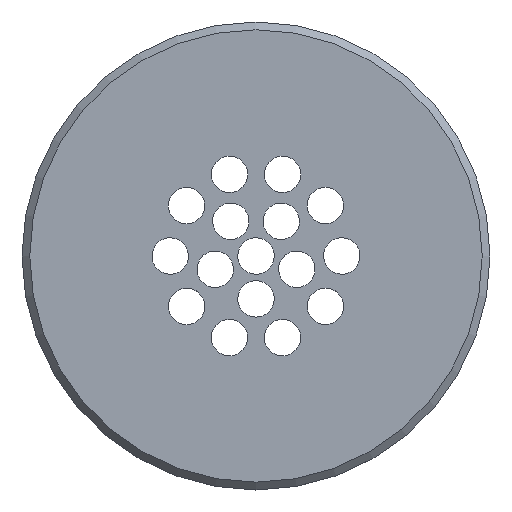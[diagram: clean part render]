
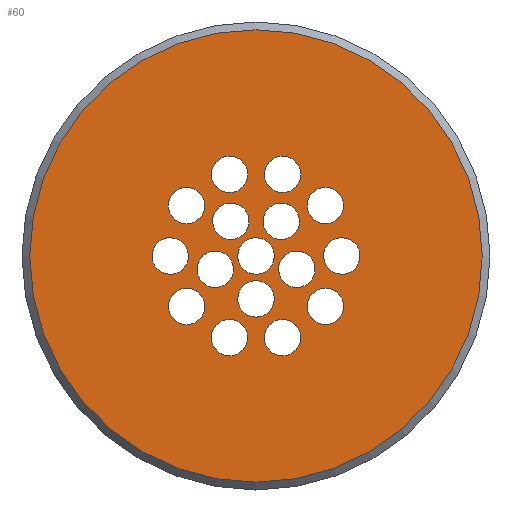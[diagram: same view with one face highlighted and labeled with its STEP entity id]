
A CAD part, top view. The second image highlights one B-rep face of the part: STEP entity #60.
In plain terms, the highlighted planar face has unit normal (0, 0, 1).
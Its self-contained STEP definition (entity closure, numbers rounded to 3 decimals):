
#60=ADVANCED_FACE('',(#4643,#4645,#4647,#4649,#4651,#4653,#4655,#4657,#4659,#4661,
#4663,#4665,#4667,#4669,#4671,#4673,#4675),#4677,.T.);
#4643=FACE_BOUND('',#4644,.T.);
#4644=EDGE_LOOP('',(#5025));
#4645=FACE_BOUND('',#4646,.T.);
#4646=EDGE_LOOP('',(#5026));
#4647=FACE_BOUND('',#4648,.T.);
#4648=EDGE_LOOP('',(#5027));
#4649=FACE_BOUND('',#4650,.T.);
#4650=EDGE_LOOP('',(#5028));
#4651=FACE_BOUND('',#4652,.T.);
#4652=EDGE_LOOP('',(#5029));
#4653=FACE_BOUND('',#4654,.T.);
#4654=EDGE_LOOP('',(#5030));
#4655=FACE_BOUND('',#4656,.T.);
#4656=EDGE_LOOP('',(#5031));
#4657=FACE_BOUND('',#4658,.T.);
#4658=EDGE_LOOP('',(#5032));
#4659=FACE_BOUND('',#4660,.T.);
#4660=EDGE_LOOP('',(#5033));
#4661=FACE_BOUND('',#4662,.T.);
#4662=EDGE_LOOP('',(#5034));
#4663=FACE_BOUND('',#4664,.T.);
#4664=EDGE_LOOP('',(#5035));
#4665=FACE_BOUND('',#4666,.T.);
#4666=EDGE_LOOP('',(#5036));
#4667=FACE_BOUND('',#4668,.T.);
#4668=EDGE_LOOP('',(#5037));
#4669=FACE_BOUND('',#4670,.T.);
#4670=EDGE_LOOP('',(#5038));
#4671=FACE_BOUND('',#4672,.T.);
#4672=EDGE_LOOP('',(#5039));
#4673=FACE_BOUND('',#4674,.T.);
#4674=EDGE_LOOP('',(#5040));
#4675=FACE_BOUND('',#4676,.T.);
#4676=EDGE_LOOP('',(#5041));
#4677=PLANE('',#4678);
#4678=AXIS2_PLACEMENT_3D('',#4679,#4680,#4681);
#4679=CARTESIAN_POINT('',(0.,0.,3.));
#4680=DIRECTION('',(0.,0.,1.));
#4681=DIRECTION('',(-1.,0.,0.));
#5025=ORIENTED_EDGE('',*,*,#5190,.T.);
#5026=ORIENTED_EDGE('',*,*,#5207,.T.);
#5027=ORIENTED_EDGE('',*,*,#5208,.T.);
#5028=ORIENTED_EDGE('',*,*,#5209,.T.);
#5029=ORIENTED_EDGE('',*,*,#5210,.T.);
#5030=ORIENTED_EDGE('',*,*,#5211,.T.);
#5031=ORIENTED_EDGE('',*,*,#5212,.T.);
#5032=ORIENTED_EDGE('',*,*,#5213,.T.);
#5033=ORIENTED_EDGE('',*,*,#5214,.T.);
#5034=ORIENTED_EDGE('',*,*,#5215,.T.);
#5035=ORIENTED_EDGE('',*,*,#5216,.T.);
#5036=ORIENTED_EDGE('',*,*,#5217,.T.);
#5037=ORIENTED_EDGE('',*,*,#5218,.T.);
#5038=ORIENTED_EDGE('',*,*,#5219,.T.);
#5039=ORIENTED_EDGE('',*,*,#5220,.T.);
#5040=ORIENTED_EDGE('',*,*,#5221,.T.);
#5041=ORIENTED_EDGE('',*,*,#5222,.T.);
#5190=EDGE_CURVE('',#5337,#5337,#5338,.T.);
#5207=EDGE_CURVE('',#5371,#5371,#5372,.F.);
#5208=EDGE_CURVE('',#5373,#5373,#5374,.F.);
#5209=EDGE_CURVE('',#5375,#5375,#5376,.F.);
#5210=EDGE_CURVE('',#5377,#5377,#5378,.F.);
#5211=EDGE_CURVE('',#5379,#5379,#5380,.F.);
#5212=EDGE_CURVE('',#5381,#5381,#5382,.F.);
#5213=EDGE_CURVE('',#5383,#5383,#5384,.F.);
#5214=EDGE_CURVE('',#5385,#5385,#5386,.F.);
#5215=EDGE_CURVE('',#5387,#5387,#5388,.F.);
#5216=EDGE_CURVE('',#5389,#5389,#5390,.F.);
#5217=EDGE_CURVE('',#5391,#5391,#5392,.F.);
#5218=EDGE_CURVE('',#5393,#5393,#5394,.F.);
#5219=EDGE_CURVE('',#5395,#5395,#5396,.F.);
#5220=EDGE_CURVE('',#5397,#5397,#5398,.F.);
#5221=EDGE_CURVE('',#5399,#5399,#5400,.F.);
#5222=EDGE_CURVE('',#5401,#5401,#5402,.F.);
#5337=VERTEX_POINT('',#7825);
#5338=CIRCLE('',#7826,43.5);
#5371=VERTEX_POINT('',#7910);
#5372=CIRCLE('',#7911,3.5);
#5373=VERTEX_POINT('',#7915);
#5374=CIRCLE('',#7916,3.5);
#5375=VERTEX_POINT('',#7920);
#5376=CIRCLE('',#7921,3.5);
#5377=VERTEX_POINT('',#7925);
#5378=CIRCLE('',#7926,3.5);
#5379=VERTEX_POINT('',#7930);
#5380=CIRCLE('',#7931,3.5);
#5381=VERTEX_POINT('',#7935);
#5382=CIRCLE('',#7936,3.5);
#5383=VERTEX_POINT('',#7940);
#5384=CIRCLE('',#7941,3.5);
#5385=VERTEX_POINT('',#7945);
#5386=CIRCLE('',#7946,3.5);
#5387=VERTEX_POINT('',#7950);
#5388=CIRCLE('',#7951,3.5);
#5389=VERTEX_POINT('',#7955);
#5390=CIRCLE('',#7956,3.5);
#5391=VERTEX_POINT('',#7960);
#5392=CIRCLE('',#7961,3.5);
#5393=VERTEX_POINT('',#7965);
#5394=CIRCLE('',#7966,3.5);
#5395=VERTEX_POINT('',#7970);
#5396=CIRCLE('',#7971,3.5);
#5397=VERTEX_POINT('',#7975);
#5398=CIRCLE('',#7976,3.5);
#5399=VERTEX_POINT('',#7980);
#5400=CIRCLE('',#7981,3.5);
#5401=VERTEX_POINT('',#7985);
#5402=CIRCLE('',#7986,3.5);
#7825=CARTESIAN_POINT('',(-43.5,0.,3.));
#7826=AXIS2_PLACEMENT_3D('',#7827,#7828,#7829);
#7827=CARTESIAN_POINT('',(0.,0.,3.));
#7828=DIRECTION('',(0.,0.,1.));
#7829=DIRECTION('',(-1.,0.,0.));
#7910=CARTESIAN_POINT('',(5.931,3.346,3.));
#7911=AXIS2_PLACEMENT_3D('',#7912,#7913,#7914);
#7912=CARTESIAN_POINT('',(4.849,6.674,3.));
#7913=DIRECTION('',(0.,0.,1.));
#7914=DIRECTION('',(0.309,-0.951,0.));
#7915=CARTESIAN_POINT('',(-6.765,-5.878,3.));
#7916=AXIS2_PLACEMENT_3D('',#7917,#7918,#7919);
#7917=CARTESIAN_POINT('',(-7.846,-2.549,3.));
#7918=DIRECTION('',(0.,0.,1.));
#7919=DIRECTION('',(0.309,-0.951,0.));
#7920=CARTESIAN_POINT('',(-3.768,3.346,3.));
#7921=AXIS2_PLACEMENT_3D('',#7922,#7923,#7924);
#7922=CARTESIAN_POINT('',(-4.849,6.674,3.));
#7923=DIRECTION('',(0.,0.,1.));
#7924=DIRECTION('',(0.309,-0.951,0.));
#7925=CARTESIAN_POINT('',(8.928,-5.878,3.));
#7926=AXIS2_PLACEMENT_3D('',#7927,#7928,#7929);
#7927=CARTESIAN_POINT('',(7.846,-2.549,3.));
#7928=DIRECTION('',(0.,0.,1.));
#7929=DIRECTION('',(0.309,-0.951,0.));
#7930=CARTESIAN_POINT('',(1.082,-11.579,3.));
#7931=AXIS2_PLACEMENT_3D('',#7932,#7933,#7934);
#7932=CARTESIAN_POINT('',(0.,-8.25,3.));
#7933=DIRECTION('',(0.,0.,1.));
#7934=DIRECTION('',(0.309,-0.951,0.));
#7935=CARTESIAN_POINT('',(1.082,-3.329,3.));
#7936=AXIS2_PLACEMENT_3D('',#7937,#7938,#7939);
#7937=CARTESIAN_POINT('',(0.,0.,3.));
#7938=DIRECTION('',(0.,0.,1.));
#7939=DIRECTION('',(0.309,-0.951,0.));
#7940=CARTESIAN_POINT('',(-4.017,-19.021,3.));
#7941=AXIS2_PLACEMENT_3D('',#7942,#7943,#7944);
#7942=CARTESIAN_POINT('',(-5.099,-15.692,3.));
#7943=DIRECTION('',(0.,0.,1.));
#7944=DIRECTION('',(0.309,-0.951,0.));
#7945=CARTESIAN_POINT('',(-12.267,-13.027,3.));
#7946=AXIS2_PLACEMENT_3D('',#7947,#7948,#7949);
#7947=CARTESIAN_POINT('',(-13.349,-9.698,3.));
#7948=DIRECTION('',(0.,0.,1.));
#7949=DIRECTION('',(0.309,-0.951,0.));
#7950=CARTESIAN_POINT('',(-15.418,-3.329,3.));
#7951=AXIS2_PLACEMENT_3D('',#7952,#7953,#7954);
#7952=CARTESIAN_POINT('',(-16.5,0.,3.));
#7953=DIRECTION('',(0.,0.,1.));
#7954=DIRECTION('',(0.309,-0.951,0.));
#7955=CARTESIAN_POINT('',(-12.267,6.37,3.));
#7956=AXIS2_PLACEMENT_3D('',#7957,#7958,#7959);
#7957=CARTESIAN_POINT('',(-13.349,9.698,3.));
#7958=DIRECTION('',(0.,0.,1.));
#7959=DIRECTION('',(0.309,-0.951,0.));
#7960=CARTESIAN_POINT('',(-4.017,12.364,3.));
#7961=AXIS2_PLACEMENT_3D('',#7962,#7963,#7964);
#7962=CARTESIAN_POINT('',(-5.099,15.692,3.));
#7963=DIRECTION('',(0.,0.,1.));
#7964=DIRECTION('',(0.309,-0.951,0.));
#7965=CARTESIAN_POINT('',(6.18,12.364,3.));
#7966=AXIS2_PLACEMENT_3D('',#7967,#7968,#7969);
#7967=CARTESIAN_POINT('',(5.099,15.692,3.));
#7968=DIRECTION('',(0.,0.,1.));
#7969=DIRECTION('',(0.309,-0.951,0.));
#7970=CARTESIAN_POINT('',(14.43,6.37,3.));
#7971=AXIS2_PLACEMENT_3D('',#7972,#7973,#7974);
#7972=CARTESIAN_POINT('',(13.349,9.698,3.));
#7973=DIRECTION('',(0.,0.,1.));
#7974=DIRECTION('',(0.309,-0.951,0.));
#7975=CARTESIAN_POINT('',(17.582,-3.329,3.));
#7976=AXIS2_PLACEMENT_3D('',#7977,#7978,#7979);
#7977=CARTESIAN_POINT('',(16.5,0.,3.));
#7978=DIRECTION('',(0.,0.,1.));
#7979=DIRECTION('',(0.309,-0.951,0.));
#7980=CARTESIAN_POINT('',(14.43,-13.027,3.));
#7981=AXIS2_PLACEMENT_3D('',#7982,#7983,#7984);
#7982=CARTESIAN_POINT('',(13.349,-9.698,3.));
#7983=DIRECTION('',(0.,0.,1.));
#7984=DIRECTION('',(0.309,-0.951,0.));
#7985=CARTESIAN_POINT('',(6.18,-19.021,3.));
#7986=AXIS2_PLACEMENT_3D('',#7987,#7988,#7989);
#7987=CARTESIAN_POINT('',(5.099,-15.692,3.));
#7988=DIRECTION('',(0.,0.,1.));
#7989=DIRECTION('',(0.309,-0.951,0.));
